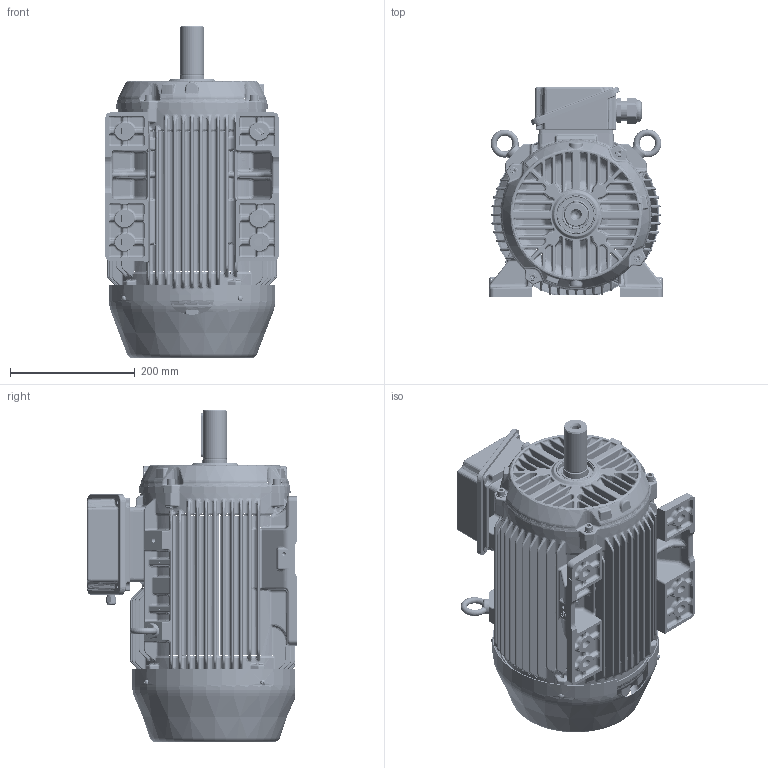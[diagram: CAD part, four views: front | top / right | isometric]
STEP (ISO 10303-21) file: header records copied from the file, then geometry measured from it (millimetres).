
FILE_DESCRIPTION(/* description */ (''),/* implementation_level */ '2;1');
FILE_NAME(/* name */ '6521623xx.stp',/* time_stamp */ '2020-12-02T16:47:05+03:00',/* author */ (''),/* organization */ (''),/* preprocessor_version */ 'ST-DEVELOPER v16',/* originating_system */ 'SIEMENS PLM Software NX 11.0',/* authorisation */ '');
FILE_SCHEMA (('AUTOMOTIVE_DESIGN { 1 0 10303 214 3 1 1 1 }'));
Length unit declared in the file: millimetre
Products named in the file (1): 260021E4F5C7p82x
Bounding box: 279.6 x 337.41 x 533 mm (x, y, z)
Surface area: 1223240.8 mm2 (no closed solid volume)
Topology: 0 solids, 85 shells, 6665 faces, 19006 edges, 11782 vertices
Faces by surface type: bspline 2596, cylinder 1826, plane 1198, torus 505, cone 371, sphere 162, extrusion 7
Full cylindrical faces by diameter (mm): 2.5 x2, 4.2 x5, 5 x2, 5.5 x8, 6.8 x8, 8 x4, 8.5 x2, 8.65 x4, 10.3 x1, 13 x1, 13.2 x1, 15 x1, 19 x2, 21 x2, 25 x2, 31.25 x2, 34.2 x1, 34.5 x2, 36 x2, 37.4 x1, 38 x1, 39.98 x2, 58.4 x1, 58.6 x1, 168 x1, 239 x1
Entity records: 294726 total; most frequent: CARTESIAN_POINT 141384, ORIENTED_EDGE 33224, DIRECTION 28106, EDGE_CURVE 18651, VERTEX_POINT 11731, AXIS2_PLACEMENT_3D 11592, EDGE_LOOP 7376, ADVANCED_FACE 6664
